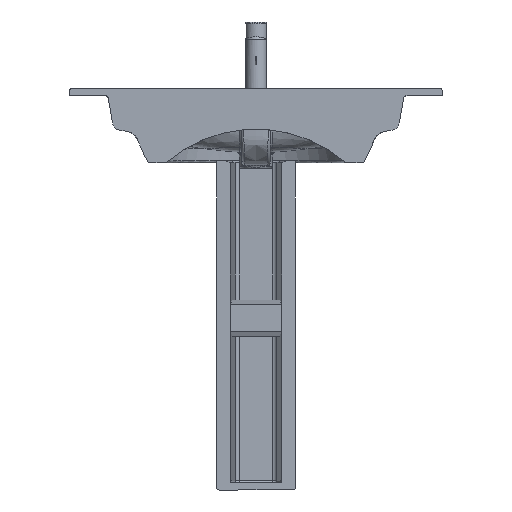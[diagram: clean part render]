
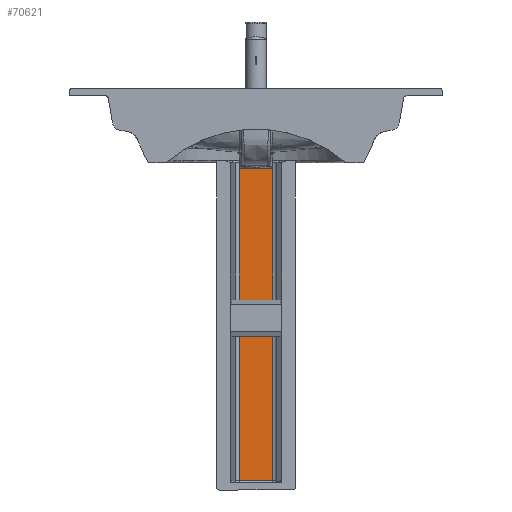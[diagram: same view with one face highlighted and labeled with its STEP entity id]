
A CAD part, left-side view. The second image highlights one B-rep face of the part: STEP entity #70621.
In plain terms, the highlighted free-form (B-spline) face has degree [5, 1] with [6, 2] control points.
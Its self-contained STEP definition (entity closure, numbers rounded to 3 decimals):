
#69967=CARTESIAN_POINT('',(284.435,37.41,-712.));
#69968=VERTEX_POINT('',#69967);
#70240=CARTESIAN_POINT('',(284.435,-37.41,-712.0));
#70241=VERTEX_POINT('',#70240);
#70249=CARTESIAN_POINT('',(284.435,-37.41,-712.0));
#70250=CARTESIAN_POINT('',(285.486,-24.874,-712.0));
#70251=CARTESIAN_POINT('',(286.097,-12.278,-712.0));
#70252=CARTESIAN_POINT('',(286.265,0.295,-712.0));
#70253=CARTESIAN_POINT('',(285.941,15.223,-712.0));
#70254=CARTESIAN_POINT('',(284.996,30.113,-712.0));
#70255=CARTESIAN_POINT('',(284.833,32.438,-712.0));
#70256=CARTESIAN_POINT('',(284.65,34.83,-712.0));
#70257=CARTESIAN_POINT('',(284.451,37.22,-712.0));
#70258=CARTESIAN_POINT('',(284.446,37.286,-712.0));
#70259=CARTESIAN_POINT('',(284.44,37.349,-712.0));
#70260=CARTESIAN_POINT('',(284.435,37.41,-712.0));
#70261=B_SPLINE_CURVE_WITH_KNOTS('',5,(#70249,#70250,#70251,#70252,#70253,#70254,#70255,#70256,#70257,#70258,#70259,#70260),.UNSPECIFIED.,.F.,.U.,(6,3,3,6),(436.364,546.128,566.451,567.049),.UNSPECIFIED.);
#70262=EDGE_CURVE('',#69968,#70241,#70261,.F.);
#70530=CARTESIAN_POINT('',(284.435,37.41,-4.0));
#70531=VERTEX_POINT('',#70530);
#70541=CARTESIAN_POINT('',(284.435,37.41,-4.0));
#70542=DIRECTION('',(0.0,0.0,-1.0));
#70543=VECTOR('',#70542,708.);
#70544=LINE('',#70541,#70543);
#70545=EDGE_CURVE('',#69968,#70531,#70544,.F.);
#70587=CARTESIAN_POINT('',(284.435,-37.41,-4.));
#70588=CARTESIAN_POINT('',(285.685,-22.494,-4.));
#70589=CARTESIAN_POINT('',(286.315,-7.478,-4.));
#70590=CARTESIAN_POINT('',(286.312,7.48,-4.));
#70591=CARTESIAN_POINT('',(285.686,22.492,-4.));
#70592=CARTESIAN_POINT('',(284.435,37.41,-4.));
#70593=CARTESIAN_POINT('',(284.435,-37.41,-712.0));
#70594=CARTESIAN_POINT('',(285.685,-22.494,-712.0));
#70595=CARTESIAN_POINT('',(286.315,-7.478,-712.0));
#70596=CARTESIAN_POINT('',(286.312,7.48,-712.0));
#70597=CARTESIAN_POINT('',(285.686,22.492,-712.0));
#70598=CARTESIAN_POINT('',(284.435,37.41,-712.0));
#70599=B_SPLINE_SURFACE_WITH_KNOTS('',5,1,((#70587,#70593),(#70588,#70594),(#70589,#70595),(#70590,#70596),(#70591,#70597),(#70592,#70598)),.UNSPECIFIED.,.F.,.F.,.U.,(6,6),(2,2),(315.569,423.178),(4.,712.0),.UNSPECIFIED.);
#70600=ORIENTED_EDGE('',*,*,#70545,.F.);
#70601=ORIENTED_EDGE('',*,*,#70262,.T.);
#70602=CARTESIAN_POINT('',(284.435,-37.41,-4.));
#70603=VERTEX_POINT('',#70602);
#70604=CARTESIAN_POINT('',(284.435,-37.41,-4.));
#70605=DIRECTION('',(0.0,0.0,-1.0));
#70606=VECTOR('',#70605,708.);
#70607=LINE('',#70604,#70606);
#70608=EDGE_CURVE('',#70241,#70603,#70607,.F.);
#70609=ORIENTED_EDGE('',*,*,#70608,.T.);
#70610=CARTESIAN_POINT('',(284.435,37.41,-4.0));
#70611=CARTESIAN_POINT('',(285.686,22.492,-4.0));
#70612=CARTESIAN_POINT('',(286.312,7.48,-4.0));
#70613=CARTESIAN_POINT('',(286.315,-7.478,-4.0));
#70614=CARTESIAN_POINT('',(285.685,-22.494,-4.0));
#70615=CARTESIAN_POINT('',(284.435,-37.41,-4.0));
#70616=B_SPLINE_CURVE_WITH_KNOTS('',5,(#70610,#70611,#70612,#70613,#70614,#70615),.UNSPECIFIED.,.F.,.U.,(6,6),(-53.703,53.906),.UNSPECIFIED.);
#70617=EDGE_CURVE('',#70603,#70531,#70616,.F.);
#70618=ORIENTED_EDGE('',*,*,#70617,.T.);
#70619=EDGE_LOOP('',(#70600,#70601,#70609,#70618));
#70620=FACE_OUTER_BOUND('',#70619,.T.);
#70621=ADVANCED_FACE('',(#70620),#70599,.T.);
